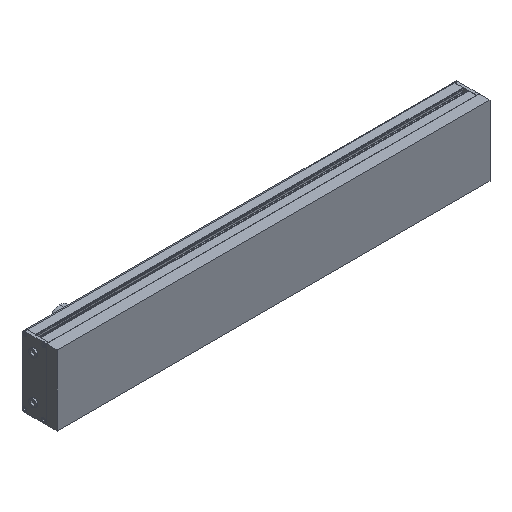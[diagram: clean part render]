
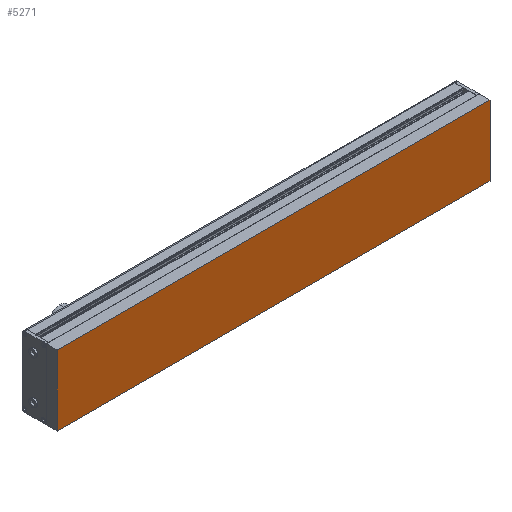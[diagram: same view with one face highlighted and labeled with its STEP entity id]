
A CAD part, isometric view. The second image highlights one B-rep face of the part: STEP entity #5271.
In plain terms, the highlighted planar face has unit normal (0, -1, 0).
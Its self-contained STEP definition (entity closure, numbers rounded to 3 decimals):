
#291 = EDGE_CURVE ( 'NONE', #1244, #9187, #483, .T. ) ;
#410 = DIRECTION ( 'NONE',  ( 0., -1., 0. ) ) ;
#483 = LINE ( 'NONE', #10298, #3644 ) ;
#1244 = VERTEX_POINT ( 'NONE', #10615 ) ;
#1450 = CARTESIAN_POINT ( 'NONE',  ( -401., -20., 65. ) ) ;
#2093 = LINE ( 'NONE', #3701, #4060 ) ;
#2179 = DIRECTION ( 'NONE',  ( 0., 0., 1. ) ) ;
#2290 = FACE_OUTER_BOUND ( 'NONE', #6468, .T. ) ;
#2492 = VECTOR ( 'NONE', #7101, 1000. ) ;
#2866 = AXIS2_PLACEMENT_3D ( 'NONE', #10346, #410, #10291 ) ;
#3519 = CARTESIAN_POINT ( 'NONE',  ( -401., -20., -65. ) ) ;
#3644 = VECTOR ( 'NONE', #2179, 1000. ) ;
#3701 = CARTESIAN_POINT ( 'NONE',  ( -401., -20., 65. ) ) ;
#3815 = DIRECTION ( 'NONE',  ( -1., 0., 0. ) ) ;
#4060 = VECTOR ( 'NONE', #3815, 1000. ) ;
#5140 = VERTEX_POINT ( 'NONE', #5555 ) ;
#5271 = ADVANCED_FACE ( 'NONE', ( #2290 ), #6671, .T. ) ;
#5555 = CARTESIAN_POINT ( 'NONE',  ( -401., -20., -65. ) ) ;
#6064 = VERTEX_POINT ( 'NONE', #1450 ) ;
#6468 = EDGE_LOOP ( 'NONE', ( #7944, #10244, #11382, #9762 ) ) ;
#6671 = PLANE ( 'NONE',  #2866 ) ;
#6749 = EDGE_CURVE ( 'NONE', #9187, #6064, #2093, .T. ) ;
#7101 = DIRECTION ( 'NONE',  ( 0., 0., -1. ) ) ;
#7126 = DIRECTION ( 'NONE',  ( 1., 0., 0. ) ) ;
#7936 = CARTESIAN_POINT ( 'NONE',  ( -401., -20., 65. ) ) ;
#7944 = ORIENTED_EDGE ( 'NONE', *, *, #8247, .T. ) ;
#8247 = EDGE_CURVE ( 'NONE', #6064, #5140, #11600, .T. ) ;
#9027 = EDGE_CURVE ( 'NONE', #5140, #1244, #11623, .T. ) ;
#9187 = VERTEX_POINT ( 'NONE', #9264 ) ;
#9264 = CARTESIAN_POINT ( 'NONE',  ( 401., -20., 65. ) ) ;
#9762 = ORIENTED_EDGE ( 'NONE', *, *, #6749, .T. ) ;
#10244 = ORIENTED_EDGE ( 'NONE', *, *, #9027, .T. ) ;
#10291 = DIRECTION ( 'NONE',  ( 0., 0., -1. ) ) ;
#10298 = CARTESIAN_POINT ( 'NONE',  ( 401., -20., 65. ) ) ;
#10346 = CARTESIAN_POINT ( 'NONE',  ( 0., -20., 0. ) ) ;
#10615 = CARTESIAN_POINT ( 'NONE',  ( 401., -20., -65. ) ) ;
#11382 = ORIENTED_EDGE ( 'NONE', *, *, #291, .T. ) ;
#11393 = VECTOR ( 'NONE', #7126, 1000. ) ;
#11600 = LINE ( 'NONE', #7936, #2492 ) ;
#11623 = LINE ( 'NONE', #3519, #11393 ) ;
